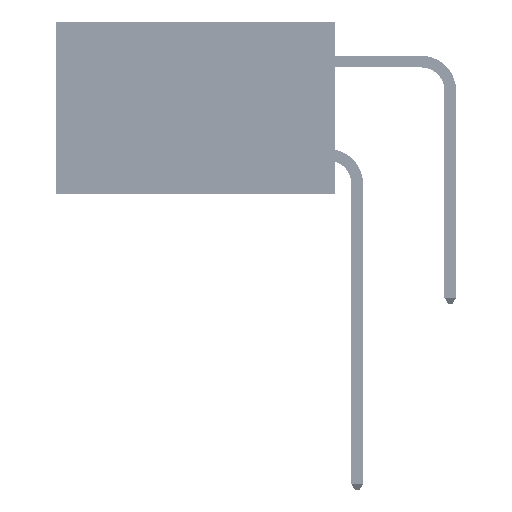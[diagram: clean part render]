
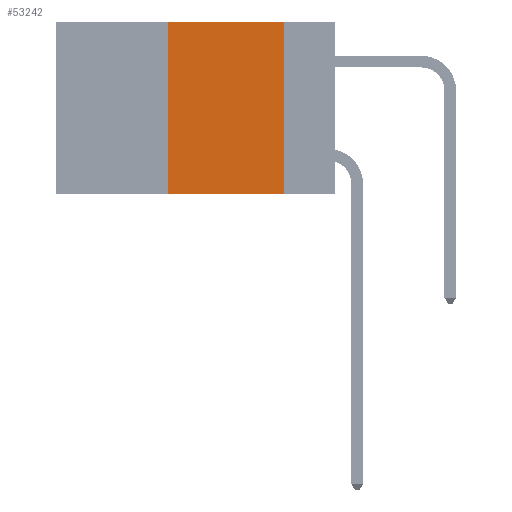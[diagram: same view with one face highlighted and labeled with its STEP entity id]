
A CAD part, left-side view. The second image highlights one B-rep face of the part: STEP entity #53242.
In plain terms, the highlighted planar face has unit normal (-1, 0, 0).
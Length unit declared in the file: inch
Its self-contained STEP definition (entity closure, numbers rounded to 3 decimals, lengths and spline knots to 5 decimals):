
#2171 = DIRECTION ( 'NONE',  ( 0., -1., 0. ) ) ;
#4947 = VECTOR ( 'NONE', #48070, 39.37008 ) ;
#5969 = VECTOR ( 'NONE', #2171, 39.37008 ) ;
#8307 = CARTESIAN_POINT ( 'NONE',  ( 0., 0.36, -0.37 ) ) ;
#8719 = VECTOR ( 'NONE', #53470, 39.37008 ) ;
#9864 = VECTOR ( 'NONE', #38042, 39.37008 ) ;
#11569 = DIRECTION ( 'NONE',  ( 0., 0., -1. ) ) ;
#14252 = CARTESIAN_POINT ( 'NONE',  ( 0., 0.36, 0. ) ) ;
#15740 = PLANE ( 'NONE',  #37376 ) ;
#16632 = CARTESIAN_POINT ( 'NONE',  ( 0., 0.6, -0.37 ) ) ;
#17024 = ORIENTED_EDGE ( 'NONE', *, *, #38849, .F. ) ;
#20536 = CARTESIAN_POINT ( 'NONE',  ( 0., 0.6, 0. ) ) ;
#22345 = VERTEX_POINT ( 'NONE', #24320 ) ;
#24320 = CARTESIAN_POINT ( 'NONE',  ( 0., 0.11, -0.37 ) ) ;
#24343 = CARTESIAN_POINT ( 'NONE',  ( 0., 0.6, 0. ) ) ;
#24968 = LINE ( 'NONE', #20536, #8719 ) ;
#29598 = VERTEX_POINT ( 'NONE', #8307 ) ;
#31061 = ORIENTED_EDGE ( 'NONE', *, *, #51116, .F. ) ;
#33284 = ORIENTED_EDGE ( 'NONE', *, *, #34287, .F. ) ;
#34287 = EDGE_CURVE ( 'NONE', #29598, #52070, #39480, .T. ) ;
#36308 = VERTEX_POINT ( 'NONE', #40778 ) ;
#37376 = AXIS2_PLACEMENT_3D ( 'NONE', #24343, #49526, #11569 ) ;
#37698 = LINE ( 'NONE', #16632, #5969 ) ;
#37996 = EDGE_CURVE ( 'NONE', #29598, #22345, #37698, .T. ) ;
#38042 = DIRECTION ( 'NONE',  ( 0., 0., -1. ) ) ;
#38849 = EDGE_CURVE ( 'NONE', #52070, #36308, #24968, .T. ) ;
#39480 = LINE ( 'NONE', #14252, #4947 ) ;
#40091 = ORIENTED_EDGE ( 'NONE', *, *, #37996, .T. ) ;
#40778 = CARTESIAN_POINT ( 'NONE',  ( 0., 0.11, 0. ) ) ;
#41651 = CARTESIAN_POINT ( 'NONE',  ( 0., 0.11, 0. ) ) ;
#47783 = CARTESIAN_POINT ( 'NONE',  ( 0., 0.36, 0. ) ) ;
#48070 = DIRECTION ( 'NONE',  ( 0., 0., 1. ) ) ;
#49526 = DIRECTION ( 'NONE',  ( 1., 0., 0. ) ) ;
#50484 = LINE ( 'NONE', #41651, #9864 ) ;
#51116 = EDGE_CURVE ( 'NONE', #36308, #22345, #50484, .T. ) ;
#52070 = VERTEX_POINT ( 'NONE', #47783 ) ;
#52962 = EDGE_LOOP ( 'NONE', ( #31061, #17024, #33284, #40091 ) ) ;
#53242 = ADVANCED_FACE ( 'NONE', ( #53671 ), #15740, .F. ) ;
#53470 = DIRECTION ( 'NONE',  ( 0., -1., 0. ) ) ;
#53671 = FACE_OUTER_BOUND ( 'NONE', #52962, .T. ) ;
